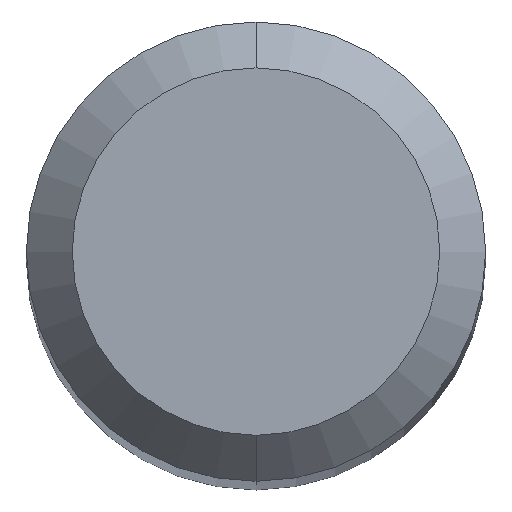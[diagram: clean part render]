
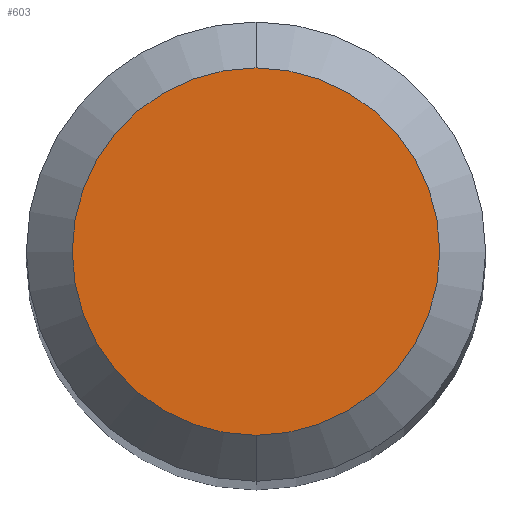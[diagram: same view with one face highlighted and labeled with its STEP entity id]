
A CAD part, top view. The second image highlights one B-rep face of the part: STEP entity #603.
In plain terms, the highlighted planar face has unit normal (0, 0, 1).
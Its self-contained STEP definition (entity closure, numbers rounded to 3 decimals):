
#369=EDGE_CURVE('',#847,#823,#985,.T.);
#603=ADVANCED_FACE('',(#1236),#1237,.T.);
#823=VERTEX_POINT('',#1480);
#847=VERTEX_POINT('',#1504);
#903=EDGE_CURVE('',#823,#847,#1567,.T.);
#985=CIRCLE('',#1739,1.2);
#1236=FACE_OUTER_BOUND('',#3234,.T.);
#1237=PLANE('',#3235);
#1480=CARTESIAN_POINT('',(0.,-1.2,0.0));
#1504=CARTESIAN_POINT('',(0.0,1.2,0.0));
#1567=CIRCLE('',#5583,1.2);
#1739=AXIS2_PLACEMENT_3D('',#5694,#5695,#5696);
#3234=EDGE_LOOP('',(#5905,#5906));
#3235=AXIS2_PLACEMENT_3D('',#5907,#5908,#5909);
#5583=AXIS2_PLACEMENT_3D('',#6256,#6257,#6258);
#5694=CARTESIAN_POINT('',(0.0,0.0,0.0));
#5695=DIRECTION('',(0.0,0.0,-1.0));
#5696=DIRECTION('',(0.0,1.0,0.0));
#5905=ORIENTED_EDGE('',*,*,#369,.F.);
#5906=ORIENTED_EDGE('',*,*,#903,.F.);
#5907=CARTESIAN_POINT('',(0.0,0.6,0.0));
#5908=DIRECTION('',(-0.0,0.0,1.0));
#5909=DIRECTION('',(0.0,-1.0,0.0));
#6256=CARTESIAN_POINT('',(0.0,0.0,0.0));
#6257=DIRECTION('',(0.0,0.0,-1.0));
#6258=DIRECTION('',(0.0,1.0,0.0));
